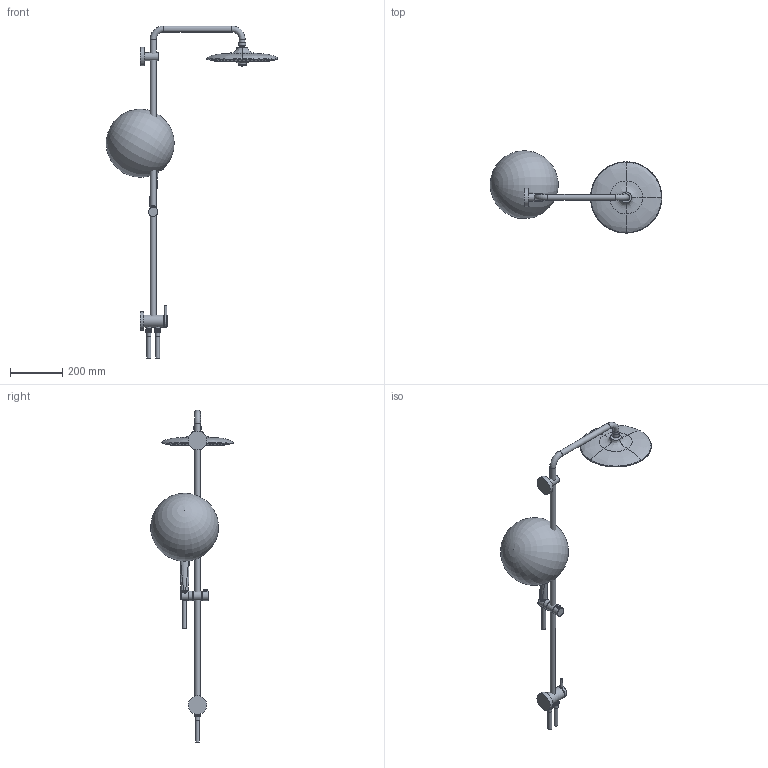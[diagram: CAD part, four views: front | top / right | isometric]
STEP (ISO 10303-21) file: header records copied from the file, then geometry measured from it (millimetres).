
FILE_DESCRIPTION(/* description */ ('Unknown'),/* implementation_level */ '2;1');
FILE_NAME(/* name */ '27357002',/* time_stamp */ '2022-09-02T10:37:07+02:00',/* author */ ('Unknown'),/* organization */ ('GROHE AG'),/* preprocessor_version */ 'ST-DEVELOPER v16.7',/* originating_system */ 'DEX',/* authorisation */ $);
FILE_SCHEMA (('AUTOMOTIVE_DESIGN {1 0 10303 214 3 1 1}'));
Length unit declared in the file: millimetre
Products named in the file (31): 27357002; 27357002_0; 27357002_1; 27357002_2; 27357002_3; 27357002_4; face1; 071108_Family_HSH_FaceEco_E_Lob; 27357002_5; 27357002_6; 27357002_7; 27357002_8; 27357002_9; 27357002_10; 27357002_11; 27357002_12; 27357002_13; 27357002_14; 27357002_15; 27357002_16; 27357002_17; G0181BC40660ln5y; g01806A88795qqn0; caps; 27357002_18; G0181F9CAB557vxb; 27357002_19; 27357002_20; 27357002_21; 27357002_22
Assembly tree (30 placements, depth 2):
  27357002
    27357002
    27357002_0
    27357002_1
    27357002_2
    27357002_3
    27357002_4
    face1
    071108_Family_HSH_FaceEco_E_Lob
    27357002_5
    27357002_6
    27357002_7
    27357002_8
    27357002_9
    27357002_10
    27357002_11
    27357002_12
    27357002_13
    27357002_14
    27357002_15
    27357002_16
    27357002_17
    G0181BC40660ln5y
    g01806A88795qqn0
    caps
    27357002_18
    G0181F9CAB557vxb
    27357002_19
    27357002_20
    27357002_21
    27357002_22
Bounding box: 655.55 x 314.31 x 1268.7 mm (x, y, z)
Volume: 11981511.6 mm3; surface area: 825474.6 mm2
Topology: 30 solids, 30 shells, 1458 faces, 4159 edges, 2710 vertices
Faces by surface type: plane 718, bspline 351, cylinder 302, torus 45, cone 31, sphere 11
Full cylindrical faces by diameter (mm): 4.005 x152, 9 x2, 10.75 x1, 11.5 x1, 14 x1, 15 x5, 16 x2, 18 x4, 18.2 x1, 18.4 x1, 18.5 x1, 19.9 x1, 20.95 x1, 20.96 x3, 21.8 x1, 21.95 x1, 23 x5, 23.15 x1, 23.5 x1, 27 x1, 30.333 x1, 31.3 x2, 31.8 x1, 32 x1, 33.4 x2, 36 x3, 46 x1, 54.466 x1, 71 x2, 101.6 x1
Entity records: 79824 total; most frequent: CARTESIAN_POINT 40260, ORIENTED_EDGE 7504, DIRECTION 4006, EDGE_CURVE 3752, VERTEX_POINT 2650, B_SPLINE_CURVE_WITH_KNOTS 2529, FACE_BOUND 2112, EDGE_LOOP 2110
